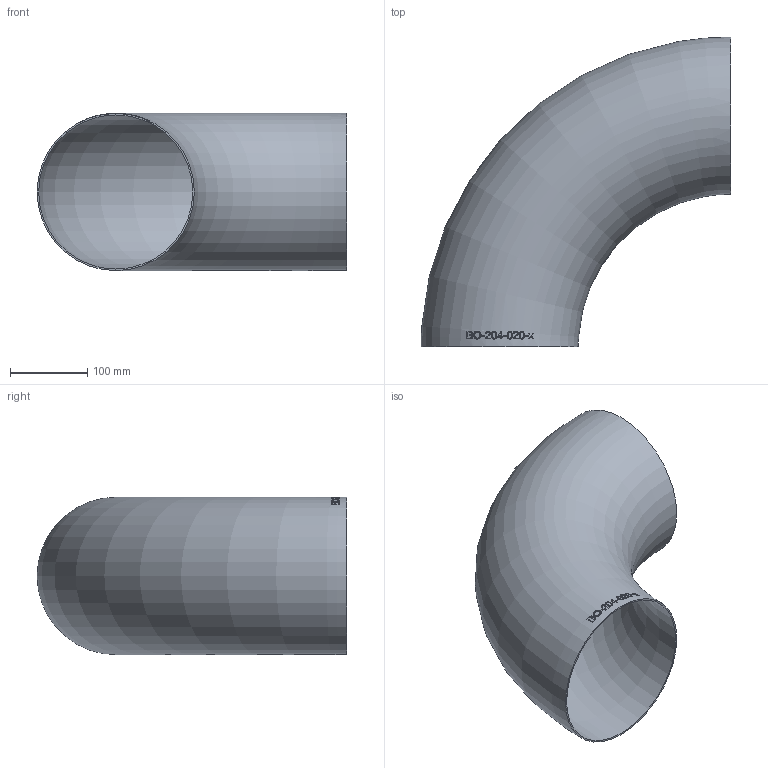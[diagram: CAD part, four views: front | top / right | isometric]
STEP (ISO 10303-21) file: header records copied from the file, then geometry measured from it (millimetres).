
FILE_DESCRIPTION (( 'STEP AP214' ), '1' );
FILE_NAME ('BO-204-020-x Bogen 1910.STEP', '2019-10-30T10:59:27', ( '' ), ( '' ), 'SwSTEP 2.0', 'SolidWorks 2016', '' );
FILE_SCHEMA (( 'AUTOMOTIVE_DESIGN' ));
Length unit declared in the file: millimetre
Products named in the file (1): BO-204-020-x Bogen 1910
Bounding box: 402 x 402 x 204 mm (x, y, z)
Volume: 598070.8 mm3; surface area: 600682.8 mm2
Topology: 1 solids, 1 shells, 135 faces, 346 edges, 231 vertices
Faces by surface type: plane 57, bspline 57, torus 21
Entity records: 7461 total; most frequent: CARTESIAN_POINT 3412, ORIENTED_EDGE 680, EDGE_CURVE 340, DIRECTION 278, VERTEX_POINT 228, B_SPLINE_CURVE_WITH_KNOTS 224, EDGE_LOOP 158, FACE_OUTER_BOUND 137
